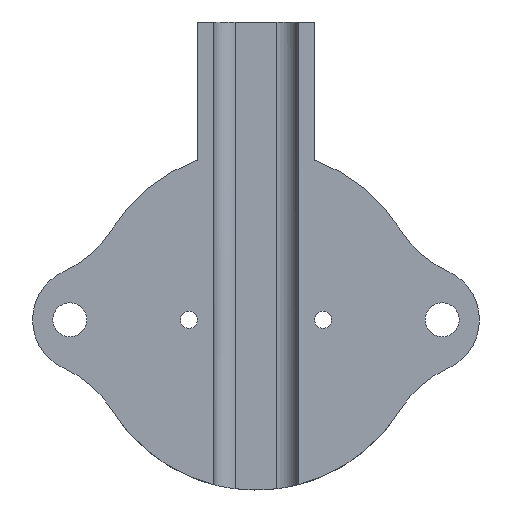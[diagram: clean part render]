
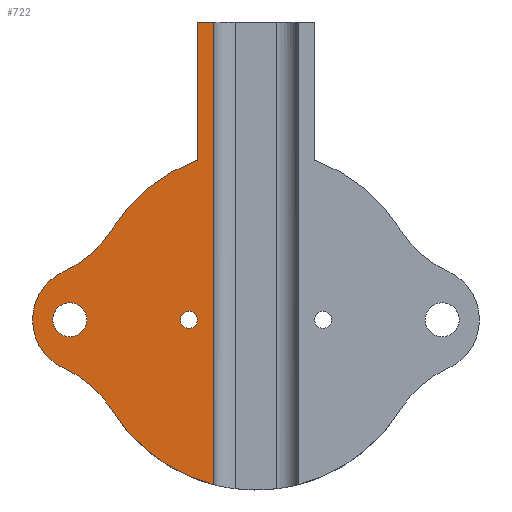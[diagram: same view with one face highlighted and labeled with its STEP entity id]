
A CAD part, front view. The second image highlights one B-rep face of the part: STEP entity #722.
In plain terms, the highlighted planar face has unit normal (0, -1, 0).
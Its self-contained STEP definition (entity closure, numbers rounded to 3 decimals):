
#28=FACE_BOUND('',#122,.T.);
#29=FACE_BOUND('',#123,.T.);
#47=PLANE('',#814);
#78=FACE_OUTER_BOUND('',#121,.T.);
#121=EDGE_LOOP('',(#626,#627,#628,#629,#630,#631,#632,#633));
#122=EDGE_LOOP('',(#634));
#123=EDGE_LOOP('',(#635));
#162=LINE('',#1208,#220);
#171=LINE('',#1234,#229);
#185=LINE('',#1274,#243);
#220=VECTOR('',#938,10.);
#229=VECTOR('',#959,10.);
#243=VECTOR('',#1011,10.);
#250=CIRCLE('',#746,0.8);
#265=CIRCLE('',#766,16.);
#283=CIRCLE('',#802,10.);
#284=CIRCLE('',#804,5.);
#285=CIRCLE('',#806,10.);
#287=CIRCLE('',#815,16.);
#288=CIRCLE('',#816,1.6);
#290=VERTEX_POINT('',#1050);
#313=VERTEX_POINT('',#1138);
#314=VERTEX_POINT('',#1140);
#338=VERTEX_POINT('',#1205);
#339=VERTEX_POINT('',#1207);
#350=VERTEX_POINT('',#1232);
#355=VERTEX_POINT('',#1255);
#356=VERTEX_POINT('',#1259);
#357=VERTEX_POINT('',#1263);
#358=VERTEX_POINT('',#1281);
#360=EDGE_CURVE('',#290,#290,#250,.T.);
#386=EDGE_CURVE('',#314,#313,#265,.F.);
#420=EDGE_CURVE('',#338,#339,#162,.T.);
#434=EDGE_CURVE('',#338,#350,#171,.F.);
#444=EDGE_CURVE('',#314,#355,#283,.T.);
#446=EDGE_CURVE('',#355,#356,#284,.T.);
#448=EDGE_CURVE('',#356,#357,#285,.T.);
#454=EDGE_CURVE('',#313,#339,#185,.T.);
#457=EDGE_CURVE('',#357,#350,#287,.T.);
#458=EDGE_CURVE('',#358,#358,#288,.T.);
#626=ORIENTED_EDGE('',*,*,#454,.T.);
#627=ORIENTED_EDGE('',*,*,#420,.F.);
#628=ORIENTED_EDGE('',*,*,#434,.T.);
#629=ORIENTED_EDGE('',*,*,#457,.F.);
#630=ORIENTED_EDGE('',*,*,#448,.F.);
#631=ORIENTED_EDGE('',*,*,#446,.F.);
#632=ORIENTED_EDGE('',*,*,#444,.F.);
#633=ORIENTED_EDGE('',*,*,#386,.T.);
#634=ORIENTED_EDGE('',*,*,#360,.T.);
#635=ORIENTED_EDGE('',*,*,#458,.F.);
#722=ADVANCED_FACE('',(#78,#28,#29),#47,.T.);
#746=AXIS2_PLACEMENT_3D('',#1051,#830,#831);
#766=AXIS2_PLACEMENT_3D('',#1141,#876,#877);
#802=AXIS2_PLACEMENT_3D('',#1256,#986,#987);
#804=AXIS2_PLACEMENT_3D('',#1260,#991,#992);
#806=AXIS2_PLACEMENT_3D('',#1264,#996,#997);
#814=AXIS2_PLACEMENT_3D('',#1279,#1019,#1020);
#815=AXIS2_PLACEMENT_3D('',#1280,#1021,#1022);
#816=AXIS2_PLACEMENT_3D('',#1282,#1023,#1024);
#830=DIRECTION('center_axis',(0.,1.,0.));
#831=DIRECTION('ref_axis',(1.,0.,0.));
#876=DIRECTION('center_axis',(0.,1.,0.));
#877=DIRECTION('ref_axis',(-1.,0.,0.));
#938=DIRECTION('',(1.,0.,0.));
#959=DIRECTION('',(0.,0.,1.));
#986=DIRECTION('center_axis',(0.,-1.,0.));
#987=DIRECTION('ref_axis',(0.657,0.,0.754));
#991=DIRECTION('center_axis',(0.,1.,0.));
#992=DIRECTION('ref_axis',(-0.707,0.,0.707));
#996=DIRECTION('center_axis',(0.,-1.,0.));
#997=DIRECTION('ref_axis',(0.657,0.,-0.754));
#1011=DIRECTION('',(0.,0.,1.));
#1019=DIRECTION('center_axis',(0.,-1.,0.));
#1020=DIRECTION('ref_axis',(-1.,0.,0.));
#1021=DIRECTION('center_axis',(0.,1.,0.));
#1022=DIRECTION('ref_axis',(-1.,0.,0.));
#1023=DIRECTION('center_axis',(0.,-1.,0.));
#1024=DIRECTION('ref_axis',(-1.,0.,0.));
#1050=CARTESIAN_POINT('',(-7.1,-7.5,-28.));
#1051=CARTESIAN_POINT('Origin',(-6.3,-7.5,-28.));
#1138=CARTESIAN_POINT('',(-3.955,-7.5,-43.503));
#1140=CARTESIAN_POINT('',(-13.596,-7.5,-36.435));
#1141=CARTESIAN_POINT('Origin',(0.,-7.5,
-28.));
#1205=CARTESIAN_POINT('',(-5.5,-7.5,0.));
#1207=CARTESIAN_POINT('',(-3.955,-7.5,0.));
#1208=CARTESIAN_POINT('',(0.,-7.5,0.));
#1232=CARTESIAN_POINT('',(-5.5,-7.5,-12.975));
#1234=CARTESIAN_POINT('',(-5.5,-7.5,0.));
#1255=CARTESIAN_POINT('',(-18.031,-7.5,-32.569));
#1256=CARTESIAN_POINT('Origin',(-22.094,-7.5,-41.706));
#1259=CARTESIAN_POINT('',(-18.031,-7.5,-23.431));
#1260=CARTESIAN_POINT('Origin',(-16.,-7.5,-28.));
#1263=CARTESIAN_POINT('',(-13.596,-7.5,-19.565));
#1264=CARTESIAN_POINT('Origin',(-22.094,-7.5,-14.294));
#1274=CARTESIAN_POINT('',(-3.955,-7.5,0.));
#1279=CARTESIAN_POINT('Origin',(5.,-7.5,0.));
#1280=CARTESIAN_POINT('Origin',(0.,-7.5,
-28.));
#1281=CARTESIAN_POINT('',(-15.9,-7.5,-28.));
#1282=CARTESIAN_POINT('Origin',(-17.5,-7.5,-28.));
